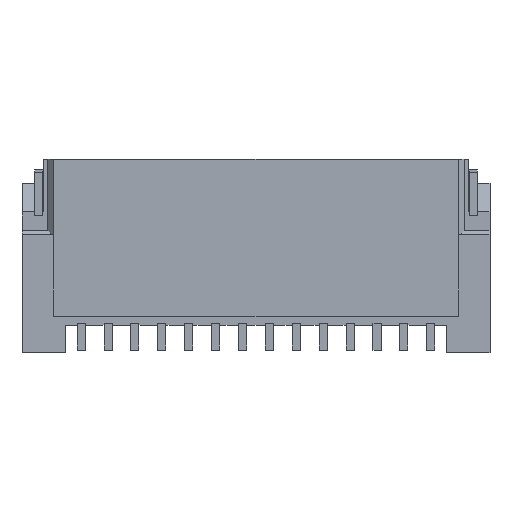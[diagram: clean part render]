
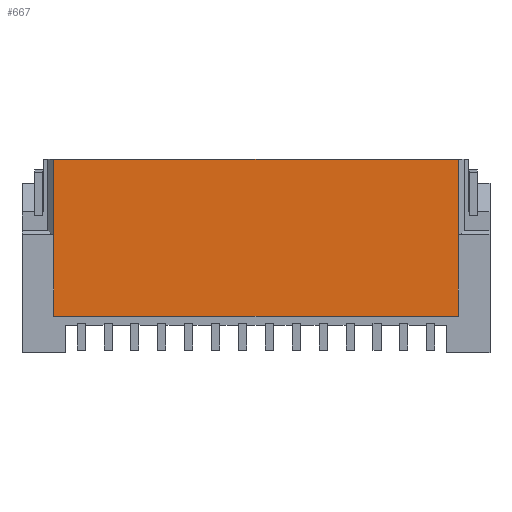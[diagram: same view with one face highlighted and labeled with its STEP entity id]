
A CAD part, front view. The second image highlights one B-rep face of the part: STEP entity #667.
In plain terms, the highlighted planar face has unit normal (0, -1, 0).
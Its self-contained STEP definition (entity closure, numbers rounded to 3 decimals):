
#667=ADVANCED_FACE('',(#1949),#1950,.T.);
#1949=FACE_OUTER_BOUND('',#3274,.T.);
#1950=PLANE('',#3275);
#3274=EDGE_LOOP('',(#8177,#8178,#8179,#8180,#8181,#8182));
#3275=AXIS2_PLACEMENT_3D('',#8183,#8184,#8185);
#8177=ORIENTED_EDGE('',*,*,#10218,.F.);
#8178=ORIENTED_EDGE('',*,*,#9450,.F.);
#8179=ORIENTED_EDGE('',*,*,#10217,.T.);
#8180=ORIENTED_EDGE('',*,*,#10219,.F.);
#8181=ORIENTED_EDGE('',*,*,#10220,.F.);
#8182=ORIENTED_EDGE('',*,*,#10221,.T.);
#8183=CARTESIAN_POINT('',(-4.35,0.0,0.0));
#8184=DIRECTION('',(0.0,-1.0,0.0));
#8185=DIRECTION('',(0.0,0.0,-1.0));
#9450=EDGE_CURVE('',#11806,#11808,#11809,.T.);
#10217=EDGE_CURVE('',#11806,#13003,#13005,.T.);
#10218=EDGE_CURVE('',#11808,#13006,#13007,.T.);
#10219=EDGE_CURVE('',#13008,#13003,#13009,.T.);
#10220=EDGE_CURVE('',#13010,#13008,#13011,.T.);
#10221=EDGE_CURVE('',#13010,#13006,#13012,.T.);
#11806=VERTEX_POINT('',#15332);
#11808=VERTEX_POINT('',#15335);
#11809=LINE('',#15336,#15337);
#13003=VERTEX_POINT('',#17224);
#13005=LINE('',#17227,#17228);
#13006=VERTEX_POINT('',#17229);
#13007=LINE('',#17230,#17231);
#13008=VERTEX_POINT('',#17232);
#13009=LINE('',#17233,#17234);
#13010=VERTEX_POINT('',#17235);
#13011=LINE('',#17236,#17237);
#13012=LINE('',#17238,#17239);
#15332=CARTESIAN_POINT('',(-3.76,0.0,0.0));
#15335=CARTESIAN_POINT('',(3.76,0.0,0.0));
#15336=CARTESIAN_POINT('',(-3.76,0.0,0.0));
#15337=VECTOR('',#18230,7.52);
#17224=CARTESIAN_POINT('',(-3.76,0.0,-1.4));
#17227=CARTESIAN_POINT('',(-3.76,0.0,0.0));
#17228=VECTOR('',#19141,1.4);
#17229=CARTESIAN_POINT('',(3.76,0.0,-1.4));
#17230=CARTESIAN_POINT('',(3.76,0.0,0.0));
#17231=VECTOR('',#19142,1.4);
#17232=CARTESIAN_POINT('',(-3.76,0.0,-2.92));
#17233=CARTESIAN_POINT('',(-3.76,0.0,-2.92));
#17234=VECTOR('',#19143,1.52);
#17235=CARTESIAN_POINT('',(3.76,0.0,-2.92));
#17236=CARTESIAN_POINT('',(3.76,0.0,-2.92));
#17237=VECTOR('',#19144,7.52);
#17238=CARTESIAN_POINT('',(3.76,0.0,-2.92));
#17239=VECTOR('',#19145,1.52);
#18230=DIRECTION('',(1.0,0.0,0.0));
#19141=DIRECTION('',(0.0,0.0,-1.0));
#19142=DIRECTION('',(0.0,0.0,-1.0));
#19143=DIRECTION('',(0.0,0.0,1.0));
#19144=DIRECTION('',(-1.0,0.0,0.0));
#19145=DIRECTION('',(0.0,0.0,1.0));
